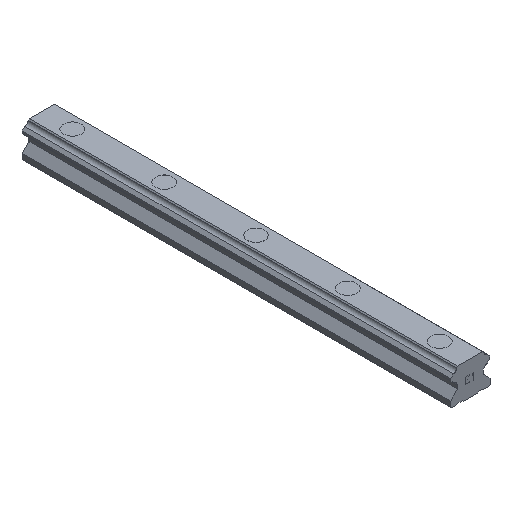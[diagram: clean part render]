
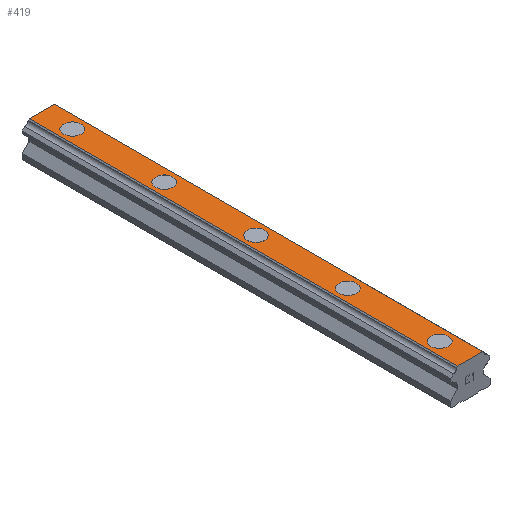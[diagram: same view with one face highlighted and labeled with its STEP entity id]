
A CAD part, isometric view. The second image highlights one B-rep face of the part: STEP entity #419.
In plain terms, the highlighted planar face has unit normal (0, 0, 1).
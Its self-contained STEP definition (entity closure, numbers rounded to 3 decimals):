
#419=ADVANCED_FACE('',(#861,#862,#863,#864,#865,#866),#867,.T.);
#861=FACE_BOUND('',#1314,.T.);
#862=FACE_BOUND('',#1315,.T.);
#863=FACE_BOUND('',#1316,.T.);
#864=FACE_BOUND('',#1317,.T.);
#865=FACE_BOUND('',#1318,.T.);
#866=FACE_OUTER_BOUND('',#1319,.T.);
#867=PLANE('',#1320);
#1314=EDGE_LOOP('',(#2525,#2526));
#1315=EDGE_LOOP('',(#2527,#2528));
#1316=EDGE_LOOP('',(#2529,#2530));
#1317=EDGE_LOOP('',(#2531,#2532));
#1318=EDGE_LOOP('',(#2533,#2534));
#1319=EDGE_LOOP('',(#2535,#2536,#2537,#2538));
#1320=AXIS2_PLACEMENT_3D('',#2539,#2540,#2541);
#2525=ORIENTED_EDGE('',*,*,#2710,.T.);
#2526=ORIENTED_EDGE('',*,*,#3075,.T.);
#2527=ORIENTED_EDGE('',*,*,#2700,.T.);
#2528=ORIENTED_EDGE('',*,*,#3081,.T.);
#2529=ORIENTED_EDGE('',*,*,#2690,.T.);
#2530=ORIENTED_EDGE('',*,*,#3087,.T.);
#2531=ORIENTED_EDGE('',*,*,#2680,.T.);
#2532=ORIENTED_EDGE('',*,*,#3093,.T.);
#2533=ORIENTED_EDGE('',*,*,#2670,.T.);
#2534=ORIENTED_EDGE('',*,*,#3099,.T.);
#2535=ORIENTED_EDGE('',*,*,#3058,.T.);
#2536=ORIENTED_EDGE('',*,*,#3138,.F.);
#2537=ORIENTED_EDGE('',*,*,#2939,.T.);
#2538=ORIENTED_EDGE('',*,*,#3136,.T.);
#2539=CARTESIAN_POINT('',(7.2,490.0,38.));
#2540=DIRECTION('',(0.0,0.0,1.0));
#2541=DIRECTION('',(-1.0,0.0,0.0));
#2670=EDGE_CURVE('',#3182,#3179,#3183,.T.);
#2680=EDGE_CURVE('',#3200,#3197,#3201,.T.);
#2690=EDGE_CURVE('',#3218,#3215,#3219,.T.);
#2700=EDGE_CURVE('',#3236,#3233,#3237,.T.);
#2710=EDGE_CURVE('',#3254,#3251,#3255,.T.);
#2939=EDGE_CURVE('',#3598,#3596,#3599,.T.);
#3058=EDGE_CURVE('',#3791,#3789,#3792,.T.);
#3075=EDGE_CURVE('',#3251,#3254,#3823,.T.);
#3081=EDGE_CURVE('',#3233,#3236,#3829,.T.);
#3087=EDGE_CURVE('',#3215,#3218,#3835,.T.);
#3093=EDGE_CURVE('',#3197,#3200,#3841,.T.);
#3099=EDGE_CURVE('',#3179,#3182,#3847,.T.);
#3136=EDGE_CURVE('',#3596,#3791,#3884,.T.);
#3138=EDGE_CURVE('',#3598,#3789,#3886,.T.);
#3179=VERTEX_POINT('',#3929);
#3182=VERTEX_POINT('',#3933);
#3183=CIRCLE('',#3934,10.0);
#3197=VERTEX_POINT('',#3951);
#3200=VERTEX_POINT('',#3955);
#3201=CIRCLE('',#3956,10.0);
#3215=VERTEX_POINT('',#3973);
#3218=VERTEX_POINT('',#3977);
#3219=CIRCLE('',#3978,10.0);
#3233=VERTEX_POINT('',#3995);
#3236=VERTEX_POINT('',#3999);
#3237=CIRCLE('',#4000,10.0);
#3251=VERTEX_POINT('',#4017);
#3254=VERTEX_POINT('',#4021);
#3255=CIRCLE('',#4022,10.0);
#3596=VERTEX_POINT('',#4501);
#3598=VERTEX_POINT('',#4504);
#3599=LINE('',#4505,#4506);
#3789=VERTEX_POINT('',#4785);
#3791=VERTEX_POINT('',#4788);
#3792=LINE('',#4789,#4790);
#3823=CIRCLE('',#4834,10.0);
#3829=CIRCLE('',#4840,10.0);
#3835=CIRCLE('',#4846,10.0);
#3841=CIRCLE('',#4852,10.0);
#3847=CIRCLE('',#4858,10.0);
#3884=LINE('',#4911,#4912);
#3886=LINE('',#4914,#4915);
#3929=CARTESIAN_POINT('',(10.0,35.0,38.));
#3933=CARTESIAN_POINT('',(-10.0,35.0,38.));
#3934=AXIS2_PLACEMENT_3D('',#4969,#4970,#4971);
#3951=CARTESIAN_POINT('',(10.0,140.0,38.));
#3955=CARTESIAN_POINT('',(-10.0,140.0,38.));
#3956=AXIS2_PLACEMENT_3D('',#4985,#4986,#4987);
#3973=CARTESIAN_POINT('',(10.0,245.0,38.));
#3977=CARTESIAN_POINT('',(-10.0,245.0,38.));
#3978=AXIS2_PLACEMENT_3D('',#5001,#5002,#5003);
#3995=CARTESIAN_POINT('',(10.0,350.0,38.));
#3999=CARTESIAN_POINT('',(-10.0,350.0,38.));
#4000=AXIS2_PLACEMENT_3D('',#5017,#5018,#5019);
#4017=CARTESIAN_POINT('',(10.0,455.0,38.));
#4021=CARTESIAN_POINT('',(-10.0,455.0,38.));
#4022=AXIS2_PLACEMENT_3D('',#5033,#5034,#5035);
#4501=CARTESIAN_POINT('',(-14.4,490.0,38.));
#4504=CARTESIAN_POINT('',(14.4,490.0,38.));
#4505=CARTESIAN_POINT('',(14.4,490.0,38.));
#4506=VECTOR('',#5259,1.0);
#4785=CARTESIAN_POINT('',(14.4,0.0,38.));
#4788=CARTESIAN_POINT('',(-14.4,0.0,38.));
#4789=CARTESIAN_POINT('',(0.0,0.0,38.));
#4790=VECTOR('',#5362,1.0);
#4834=AXIS2_PLACEMENT_3D('',#5382,#5383,#5384);
#4840=AXIS2_PLACEMENT_3D('',#5391,#5392,#5393);
#4846=AXIS2_PLACEMENT_3D('',#5400,#5401,#5402);
#4852=AXIS2_PLACEMENT_3D('',#5409,#5410,#5411);
#4858=AXIS2_PLACEMENT_3D('',#5418,#5419,#5420);
#4911=CARTESIAN_POINT('',(-14.4,490.0,38.));
#4912=VECTOR('',#5443,1.0);
#4914=CARTESIAN_POINT('',(14.4,490.0,38.));
#4915=VECTOR('',#5444,1.0);
#4969=CARTESIAN_POINT('',(0.0,35.0,38.));
#4970=DIRECTION('',(0.0,0.0,-1.0));
#4971=DIRECTION('',(1.0,0.0,0.0));
#4985=CARTESIAN_POINT('',(0.0,140.0,38.));
#4986=DIRECTION('',(0.0,0.0,-1.0));
#4987=DIRECTION('',(1.0,0.0,0.0));
#5001=CARTESIAN_POINT('',(0.0,245.0,38.));
#5002=DIRECTION('',(0.0,0.0,-1.0));
#5003=DIRECTION('',(1.0,0.0,0.0));
#5017=CARTESIAN_POINT('',(0.0,350.0,38.));
#5018=DIRECTION('',(0.0,0.0,-1.0));
#5019=DIRECTION('',(1.0,0.0,0.0));
#5033=CARTESIAN_POINT('',(0.0,455.0,38.));
#5034=DIRECTION('',(0.0,0.0,-1.0));
#5035=DIRECTION('',(1.0,0.0,0.0));
#5259=DIRECTION('',(-1.0,0.0,0.0));
#5362=DIRECTION('',(1.0,0.0,0.0));
#5382=CARTESIAN_POINT('',(0.0,455.0,38.));
#5383=DIRECTION('',(0.0,0.0,-1.0));
#5384=DIRECTION('',(1.0,0.0,0.0));
#5391=CARTESIAN_POINT('',(0.0,350.0,38.));
#5392=DIRECTION('',(0.0,0.0,-1.0));
#5393=DIRECTION('',(1.0,0.0,0.0));
#5400=CARTESIAN_POINT('',(0.0,245.0,38.));
#5401=DIRECTION('',(0.0,0.0,-1.0));
#5402=DIRECTION('',(1.0,0.0,0.0));
#5409=CARTESIAN_POINT('',(0.0,140.0,38.));
#5410=DIRECTION('',(0.0,0.0,-1.0));
#5411=DIRECTION('',(1.0,0.0,0.0));
#5418=CARTESIAN_POINT('',(0.0,35.0,38.));
#5419=DIRECTION('',(0.0,0.0,-1.0));
#5420=DIRECTION('',(1.0,0.0,0.0));
#5443=DIRECTION('',(0.0,-1.0,0.0));
#5444=DIRECTION('',(0.0,-1.0,0.0));
